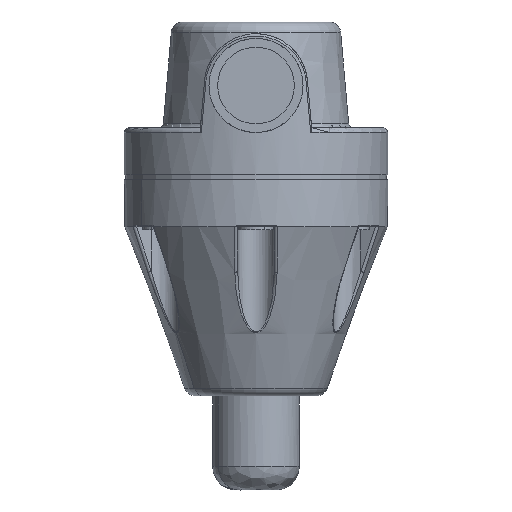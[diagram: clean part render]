
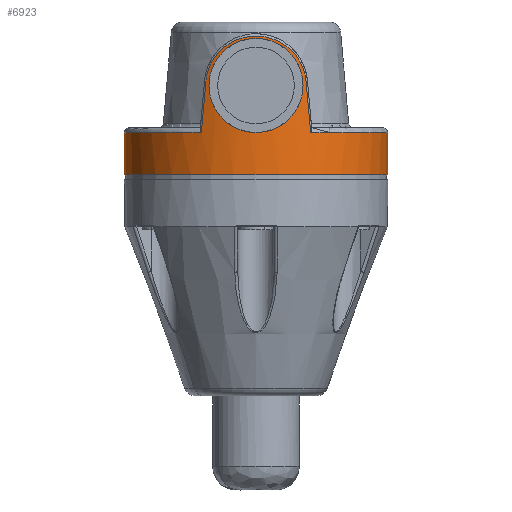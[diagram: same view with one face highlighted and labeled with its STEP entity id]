
A CAD part, front view. The second image highlights one B-rep face of the part: STEP entity #6923.
In plain terms, the highlighted cylindrical face has radius 56 mm (diameter 112 mm), a partial arc.
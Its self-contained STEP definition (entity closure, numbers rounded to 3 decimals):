
#1390=CARTESIAN_POINT('',(0.,0.,0.));
#1391=DIRECTION('',(0.,0.,1.));
#1392=DIRECTION('',(-1.,0.,0.));
#1393=AXIS2_PLACEMENT_3D('',#1390,#1391,#1392);
#1410=CARTESIAN_POINT('',(21.3,-51.791,39.83));
#1411=CARTESIAN_POINT('',(21.519,-51.701,37.382));
#1412=CARTESIAN_POINT('',(21.953,-51.519,32.5));
#1413=CARTESIAN_POINT('',(22.602,-51.238,25.223));
#1414=CARTESIAN_POINT('',(23.031,-51.045,20.403));
#1415=CARTESIAN_POINT('',(23.245,-50.948,18.));
#1417=CARTESIAN_POINT('',(-23.245,-50.948,
18.));
#1418=CARTESIAN_POINT('',(-23.031,-51.045,
20.4));
#1419=CARTESIAN_POINT('',(-22.602,-51.238,
25.218));
#1420=CARTESIAN_POINT('',(-21.954,-51.519,
32.495));
#1421=CARTESIAN_POINT('',(-21.519,-51.701,
37.38));
#1422=CARTESIAN_POINT('',(-21.302,-51.79,
39.83));
#1429=CARTESIAN_POINT('',(21.3,-51.791,39.83));
#1430=CARTESIAN_POINT('',(21.259,-51.808,40.746));
#1431=CARTESIAN_POINT('',(20.917,-51.948,42.745));
#1432=CARTESIAN_POINT('',(19.769,-52.407,46.381));
#1433=CARTESIAN_POINT('',(17.513,-53.209,50.247));
#1434=CARTESIAN_POINT('',(15.276,-53.899,52.853));
#1435=CARTESIAN_POINT('',(12.082,-54.721,55.488));
#1436=CARTESIAN_POINT('',(8.387,-55.414,57.465));
#1437=CARTESIAN_POINT('',(4.445,-55.872,58.668));
#1438=CARTESIAN_POINT('',(0.327,-56.051,
59.132));
#1439=CARTESIAN_POINT('',(-3.816,-55.918,
58.787));
#1440=CARTESIAN_POINT('',(-7.68,-55.514,
57.732));
#1441=CARTESIAN_POINT('',(-11.319,-54.884,
55.969));
#1442=CARTESIAN_POINT('',(-14.61,-54.088,
53.489));
#1443=CARTESIAN_POINT('',(-17.163,-53.327,
50.751));
#1444=CARTESIAN_POINT('',(-19.592,-52.475,
46.819));
#1445=CARTESIAN_POINT('',(-20.902,-51.955,
42.848));
#1446=CARTESIAN_POINT('',(-21.264,-51.806,
40.774));
#1447=CARTESIAN_POINT('',(-21.302,-51.79,
39.83));
#1550=CARTESIAN_POINT('',(0.,0.,18.));
#1551=DIRECTION('',(0.,0.,-1.));
#1552=DIRECTION('',(-0.415,-0.91,0.));
#1553=AXIS2_PLACEMENT_3D('',#1550,#1551,#1552);
#1579=DIRECTION('',(0.,0.,-1.));
#1580=VECTOR('',#1579,18.);
#1581=CARTESIAN_POINT('',(-56.,0.,18.));
#1582=LINE('',#1581,#1580);
#1583=DIRECTION('',(0.,0.,1.));
#1584=VECTOR('',#1583,18.);
#1585=CARTESIAN_POINT('',(56.,0.,0.));
#1586=LINE('',#1585,#1584);
#1725=CARTESIAN_POINT('',(0.,0.,18.));
#1726=DIRECTION('',(0.,0.,-1.));
#1727=DIRECTION('',(1.,0.,0.));
#1728=AXIS2_PLACEMENT_3D('',#1725,#1726,#1727);
#1730=CARTESIAN_POINT('',(0.,0.,18.));
#1731=DIRECTION('',(0.,0.,-1.));
#1732=DIRECTION('',(1.,-0.002,0.));
#1733=AXIS2_PLACEMENT_3D('',#1730,#1731,#1732);
#3254=CARTESIAN_POINT('',(-20.,-52.307,38.));
#3255=CARTESIAN_POINT('',(-20.,-52.307,39.293));
#3256=CARTESIAN_POINT('',(-19.756,-52.401,
41.985));
#3257=CARTESIAN_POINT('',(-18.388,-52.91,
46.314));
#3258=CARTESIAN_POINT('',(-16.049,-53.67,
50.167));
#3259=CARTESIAN_POINT('',(-13.421,-54.4,
53.013));
#3260=CARTESIAN_POINT('',(-9.886,-55.163,
55.563));
#3261=CARTESIAN_POINT('',(-6.107,-55.713,
57.186));
#3262=CARTESIAN_POINT('',(-2.063,-56.014,
58.045));
#3263=CARTESIAN_POINT('',(2.242,-56.006,58.019));
#3264=CARTESIAN_POINT('',(6.109,-55.706,57.169));
#3265=CARTESIAN_POINT('',(9.708,-55.194,55.655));
#3266=CARTESIAN_POINT('',(13.285,-54.433,53.138));
#3267=CARTESIAN_POINT('',(15.922,-53.708,50.323));
#3268=CARTESIAN_POINT('',(18.282,-52.947,46.551));
#3269=CARTESIAN_POINT('',(19.742,-52.407,42.111));
#3270=CARTESIAN_POINT('',(20.,-52.307,39.341));
#3271=CARTESIAN_POINT('',(20.,-52.307,38.));
#3281=CARTESIAN_POINT('',(20.,-52.307,38.));
#3282=CARTESIAN_POINT('',(20.,-52.307,36.707));
#3283=CARTESIAN_POINT('',(19.756,-52.401,34.015));
#3284=CARTESIAN_POINT('',(18.388,-52.91,29.686));
#3285=CARTESIAN_POINT('',(16.049,-53.67,25.833));
#3286=CARTESIAN_POINT('',(13.421,-54.4,22.987));
#3287=CARTESIAN_POINT('',(9.886,-55.163,20.437));
#3288=CARTESIAN_POINT('',(6.107,-55.713,18.814));
#3289=CARTESIAN_POINT('',(2.063,-56.014,17.955));
#3290=CARTESIAN_POINT('',(-2.242,-56.006,
17.981));
#3291=CARTESIAN_POINT('',(-6.109,-55.706,
18.831));
#3292=CARTESIAN_POINT('',(-9.708,-55.194,
20.345));
#3293=CARTESIAN_POINT('',(-13.285,-54.433,
22.862));
#3294=CARTESIAN_POINT('',(-15.922,-53.708,
25.677));
#3295=CARTESIAN_POINT('',(-18.282,-52.947,
29.449));
#3296=CARTESIAN_POINT('',(-19.742,-52.407,
33.889));
#3297=CARTESIAN_POINT('',(-20.,-52.307,36.659));
#3298=CARTESIAN_POINT('',(-20.,-52.307,38.));
#3866=CARTESIAN_POINT('',(-56.,0.,0.));
#3867=CARTESIAN_POINT('',(56.,0.,0.));
#3868=VERTEX_POINT('',#3866);
#3869=VERTEX_POINT('',#3867);
#3870=VERTEX_POINT('',#1410);
#3871=VERTEX_POINT('',#1415);
#3872=CARTESIAN_POINT('',(56.,0.,18.));
#3873=VERTEX_POINT('',#3872);
#3874=CARTESIAN_POINT('',(-56.,0.,18.));
#3875=VERTEX_POINT('',#3874);
#3876=VERTEX_POINT('',#1417);
#3877=VERTEX_POINT('',#1422);
#3878=VERTEX_POINT('',#3254);
#3879=VERTEX_POINT('',#3271);
#3990=CARTESIAN_POINT('',(56.,-0.109,18.));
#3991=VERTEX_POINT('',#3990);
#6893=CARTESIAN_POINT('',(0.,0.,59.001));
#6894=DIRECTION('',(0.,0.,-1.));
#6895=DIRECTION('',(1.,0.,0.));
#6896=AXIS2_PLACEMENT_3D('',#6893,#6894,#6895);
#6897=CYLINDRICAL_SURFACE('',#6896,56.);
#6899=ORIENTED_EDGE('',*,*,#6898,.T.);
#6901=ORIENTED_EDGE('',*,*,#6900,.F.);
#6903=ORIENTED_EDGE('',*,*,#6902,.F.);
#6905=ORIENTED_EDGE('',*,*,#6904,.F.);
#6906=ORIENTED_EDGE('',*,*,#6875,.F.);
#6908=ORIENTED_EDGE('',*,*,#6907,.F.);
#6910=ORIENTED_EDGE('',*,*,#6909,.F.);
#6912=ORIENTED_EDGE('',*,*,#6911,.T.);
#6914=ORIENTED_EDGE('',*,*,#6913,.F.);
#6915=EDGE_LOOP('',(#6899,#6901,#6903,#6905,#6906,#6908,#6910,#6912,#6914));
#6916=FACE_OUTER_BOUND('',#6915,.F.);
#6918=ORIENTED_EDGE('',*,*,#6917,.F.);
#6920=ORIENTED_EDGE('',*,*,#6919,.F.);
#6921=EDGE_LOOP('',(#6918,#6920));
#6922=FACE_BOUND('',#6921,.F.);
#1394=CIRCLE('',#1393,56.);
#1416=B_SPLINE_CURVE_WITH_KNOTS('',3,(#1410,#1411,#1412,#1413,#1414,#1415),
.UNSPECIFIED.,.F.,.F.,(4,1,1,4),(0.,0.333,0.667,1.),
.UNSPECIFIED.);
#1423=B_SPLINE_CURVE_WITH_KNOTS('',3,(#1417,#1418,#1419,#1420,#1421,#1422),
.UNSPECIFIED.,.F.,.F.,(4,1,1,4),(0.,0.333,0.667,1.),
.UNSPECIFIED.);
#1448=B_SPLINE_CURVE_WITH_KNOTS('',3,(#1429,#1430,#1431,#1432,#1433,#1434,#1435,
#1436,#1437,#1438,#1439,#1440,#1441,#1442,#1443,#1444,#1445,#1446,#1447),
.UNSPECIFIED.,.F.,.F.,(4,1,1,1,1,1,1,1,1,1,1,1,1,1,1,1,4),(0.,0.063,0.125,
0.188,0.25,0.313,0.375,0.438,0.5,0.563,0.625,0.688,
0.75,0.813,0.875,0.938,1.),.UNSPECIFIED.);
#1554=CIRCLE('',#1553,56.);
#1729=CIRCLE('',#1728,56.);
#1734=CIRCLE('',#1733,56.);
#3272=B_SPLINE_CURVE_WITH_KNOTS('',3,(#3254,#3255,#3256,#3257,#3258,#3259,#3260,
#3261,#3262,#3263,#3264,#3265,#3266,#3267,#3268,#3269,#3270,#3271),
.UNSPECIFIED.,.F.,.F.,(4,1,1,1,1,1,1,1,1,1,1,1,1,1,1,4),(0.,0.067,
0.133,0.2,0.267,0.333,0.4,
0.467,0.533,0.6,0.667,0.733,
0.8,0.867,0.933,1.),.UNSPECIFIED.);
#3299=B_SPLINE_CURVE_WITH_KNOTS('',3,(#3281,#3282,#3283,#3284,#3285,#3286,#3287,
#3288,#3289,#3290,#3291,#3292,#3293,#3294,#3295,#3296,#3297,#3298),
.UNSPECIFIED.,.F.,.F.,(4,1,1,1,1,1,1,1,1,1,1,1,1,1,1,4),(0.,0.067,
0.133,0.2,0.267,0.333,0.4,
0.467,0.533,0.6,0.667,0.733,
0.8,0.867,0.933,1.),.UNSPECIFIED.);
#6875=EDGE_CURVE('',#3868,#3869,#1394,.T.);
#6898=EDGE_CURVE('',#3870,#3871,#1416,.T.);
#6900=EDGE_CURVE('',#3991,#3871,#1734,.T.);
#6902=EDGE_CURVE('',#3873,#3991,#1729,.T.);
#6904=EDGE_CURVE('',#3869,#3873,#1586,.T.);
#6907=EDGE_CURVE('',#3875,#3868,#1582,.T.);
#6909=EDGE_CURVE('',#3876,#3875,#1554,.T.);
#6911=EDGE_CURVE('',#3876,#3877,#1423,.T.);
#6913=EDGE_CURVE('',#3870,#3877,#1448,.T.);
#6917=EDGE_CURVE('',#3878,#3879,#3272,.T.);
#6919=EDGE_CURVE('',#3879,#3878,#3299,.T.);
#6923=ADVANCED_FACE('',(#6916,#6922),#6897,.T.);
